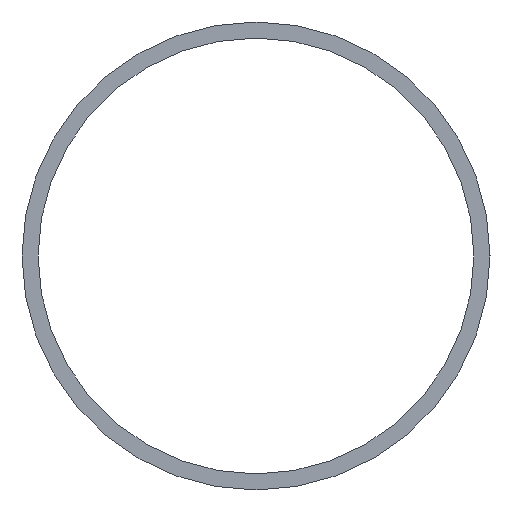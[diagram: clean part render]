
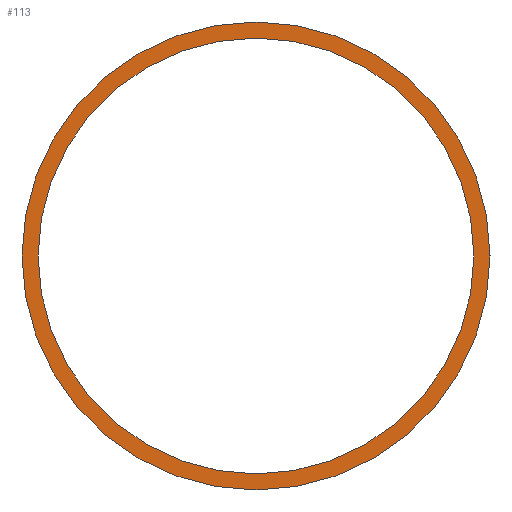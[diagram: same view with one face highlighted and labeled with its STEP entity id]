
A CAD part, left-side view. The second image highlights one B-rep face of the part: STEP entity #113.
In plain terms, the highlighted planar face has unit normal (-1, 0, 0).
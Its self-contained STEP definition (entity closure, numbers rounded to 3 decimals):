
#5 = CARTESIAN_POINT ( 'NONE',  ( 0., 0., -14.9 ) ) ;
#11 = DIRECTION ( 'NONE',  ( 0., 0., -1. ) ) ;
#13 = AXIS2_PLACEMENT_3D ( 'NONE', #159, #35, #108 ) ;
#15 = AXIS2_PLACEMENT_3D ( 'NONE', #163, #91, #11 ) ;
#24 = CIRCLE ( 'NONE', #15, 14.9 ) ;
#32 = EDGE_CURVE ( 'NONE', #143, #143, #24, .T. ) ;
#33 = EDGE_CURVE ( 'NONE', #78, #78, #155, .T. ) ;
#35 = DIRECTION ( 'NONE',  ( 1., 0., 0. ) ) ;
#37 = CARTESIAN_POINT ( 'NONE',  ( 0., 0., -16. ) ) ;
#48 = DIRECTION ( 'NONE',  ( 1., 0., 0. ) ) ;
#55 = FACE_OUTER_BOUND ( 'NONE', #101, .T. ) ;
#60 = DIRECTION ( 'NONE',  ( 0., 0., -1. ) ) ;
#67 = AXIS2_PLACEMENT_3D ( 'NONE', #120, #48, #60 ) ;
#78 = VERTEX_POINT ( 'NONE', #37 ) ;
#89 = FACE_BOUND ( 'NONE', #129, .T. ) ;
#91 = DIRECTION ( 'NONE',  ( 1., 0., 0. ) ) ;
#101 = EDGE_LOOP ( 'NONE', ( #167 ) ) ;
#108 = DIRECTION ( 'NONE',  ( 0., 0., -1. ) ) ;
#113 = ADVANCED_FACE ( 'NONE', ( #55, #89 ), #128, .F. ) ;
#120 = CARTESIAN_POINT ( 'NONE',  ( 0., 0., 0. ) ) ;
#128 = PLANE ( 'NONE',  #67 ) ;
#129 = EDGE_LOOP ( 'NONE', ( #161 ) ) ;
#143 = VERTEX_POINT ( 'NONE', #5 ) ;
#155 = CIRCLE ( 'NONE', #13, 16. ) ;
#159 = CARTESIAN_POINT ( 'NONE',  ( 0., 0., 0. ) ) ;
#161 = ORIENTED_EDGE ( 'NONE', *, *, #32, .T. ) ;
#163 = CARTESIAN_POINT ( 'NONE',  ( 0., 0., 0. ) ) ;
#167 = ORIENTED_EDGE ( 'NONE', *, *, #33, .F. ) ;
